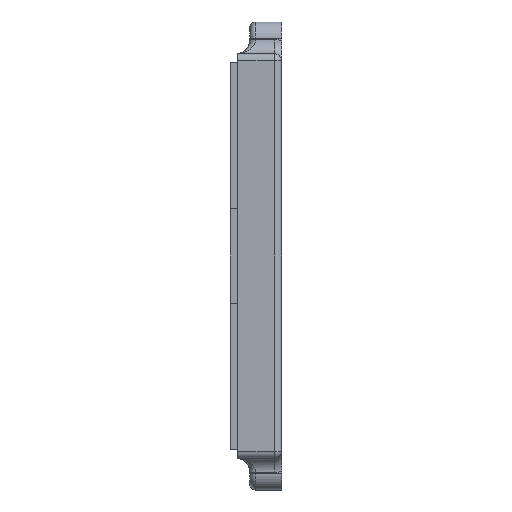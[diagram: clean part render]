
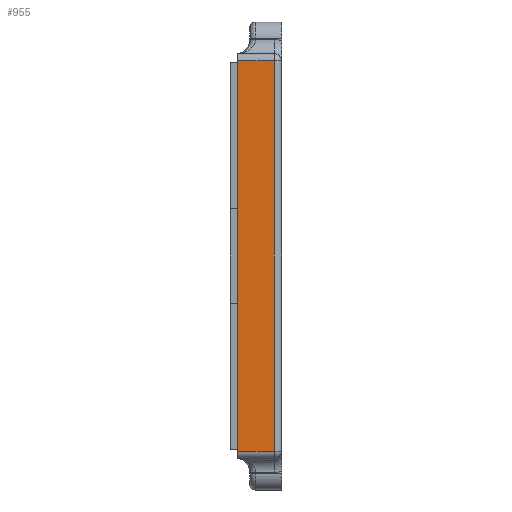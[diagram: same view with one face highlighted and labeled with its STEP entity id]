
A CAD part, left-side view. The second image highlights one B-rep face of the part: STEP entity #955.
In plain terms, the highlighted planar face has unit normal (-1, 0, 0).
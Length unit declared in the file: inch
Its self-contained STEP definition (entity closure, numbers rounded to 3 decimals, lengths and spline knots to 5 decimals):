
#165 = VECTOR ( 'NONE', #2827, 39.37008 ) ;
#266 = LINE ( 'NONE', #2308, #1439 ) ;
#424 = EDGE_CURVE ( 'NONE', #1711, #1778, #479, .T. ) ;
#479 = LINE ( 'NONE', #1825, #4099 ) ;
#527 = LINE ( 'NONE', #3997, #3776 ) ;
#547 = CARTESIAN_POINT ( 'NONE',  ( -0.12, 0.212, 0.07 ) ) ;
#573 = CARTESIAN_POINT ( 'NONE',  ( -0.12, -0.05, -2.695 ) ) ;
#803 = EDGE_LOOP ( 'NONE', ( #2353, #960, #4004, #3020 ) ) ;
#955 = ADVANCED_FACE ( 'NONE', ( #3302 ), #4371, .F. ) ;
#960 = ORIENTED_EDGE ( 'NONE', *, *, #1501, .T. ) ;
#1027 = DIRECTION ( 'NONE',  ( 0., 0., -1. ) ) ;
#1072 = CARTESIAN_POINT ( 'NONE',  ( -0.12, 0.212, 0.12 ) ) ;
#1135 = CARTESIAN_POINT ( 'NONE',  ( -0.12, 0.212, 0.07 ) ) ;
#1221 = EDGE_CURVE ( 'NONE', #2360, #2390, #266, .T. ) ;
#1439 = VECTOR ( 'NONE', #1591, 39.37008 ) ;
#1501 = EDGE_CURVE ( 'NONE', #1778, #2390, #3160, .T. ) ;
#1591 = DIRECTION ( 'NONE',  ( 0., 0., 1. ) ) ;
#1702 = EDGE_CURVE ( 'NONE', #2360, #1711, #527, .T. ) ;
#1711 = VERTEX_POINT ( 'NONE', #573 ) ;
#1714 = DIRECTION ( 'NONE',  ( 1., 0., 0. ) ) ;
#1778 = VERTEX_POINT ( 'NONE', #1920 ) ;
#1825 = CARTESIAN_POINT ( 'NONE',  ( -0.12, -0.05, 0.12 ) ) ;
#1920 = CARTESIAN_POINT ( 'NONE',  ( -0.12, -0.05, 0.07 ) ) ;
#2236 = DIRECTION ( 'NONE',  ( 0., -1., 0. ) ) ;
#2308 = CARTESIAN_POINT ( 'NONE',  ( -0.12, 0.212, 0.12 ) ) ;
#2353 = ORIENTED_EDGE ( 'NONE', *, *, #424, .T. ) ;
#2360 = VERTEX_POINT ( 'NONE', #2861 ) ;
#2390 = VERTEX_POINT ( 'NONE', #547 ) ;
#2731 = AXIS2_PLACEMENT_3D ( 'NONE', #1072, #1714, #1027 ) ;
#2827 = DIRECTION ( 'NONE',  ( 0., 1., 0. ) ) ;
#2861 = CARTESIAN_POINT ( 'NONE',  ( -0.12, 0.212, -2.695 ) ) ;
#3020 = ORIENTED_EDGE ( 'NONE', *, *, #1702, .T. ) ;
#3160 = LINE ( 'NONE', #1135, #165 ) ;
#3174 = DIRECTION ( 'NONE',  ( 0., 0., 1. ) ) ;
#3302 = FACE_OUTER_BOUND ( 'NONE', #803, .T. ) ;
#3776 = VECTOR ( 'NONE', #2236, 39.37008 ) ;
#3997 = CARTESIAN_POINT ( 'NONE',  ( -0.12, 0.212, -2.695 ) ) ;
#4004 = ORIENTED_EDGE ( 'NONE', *, *, #1221, .F. ) ;
#4099 = VECTOR ( 'NONE', #3174, 39.37008 ) ;
#4371 = PLANE ( 'NONE',  #2731 ) ;
